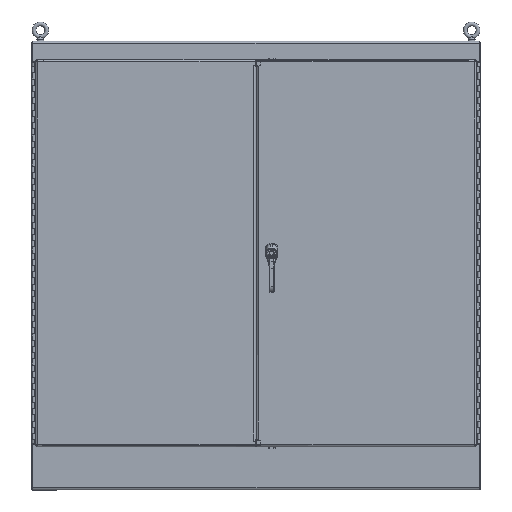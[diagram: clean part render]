
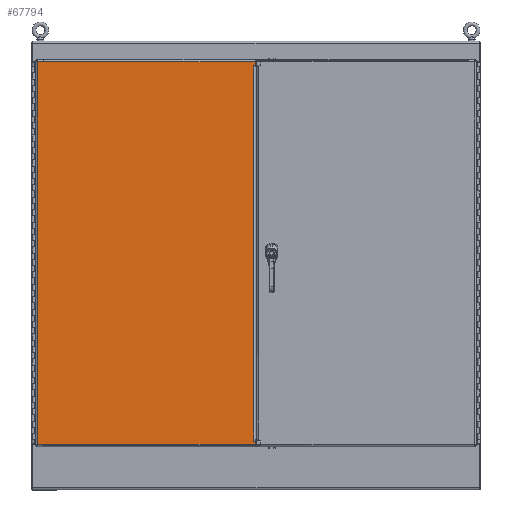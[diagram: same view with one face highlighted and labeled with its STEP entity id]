
A CAD part, top view. The second image highlights one B-rep face of the part: STEP entity #67794.
In plain terms, the highlighted face is planar.
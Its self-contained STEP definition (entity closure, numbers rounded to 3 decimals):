
#12743=PLANE('',#72135);
#14790=LINE('',#98681,#19855);
#14793=LINE('',#98691,#19858);
#14796=LINE('',#98698,#19861);
#14800=LINE('',#98705,#19865);
#14802=LINE('',#98709,#19867);
#14803=LINE('',#98711,#19868);
#14804=LINE('',#98713,#19869);
#14805=LINE('',#98715,#19870);
#14806=LINE('',#98717,#19871);
#14807=LINE('',#98719,#19872);
#14808=LINE('',#98721,#19873);
#14809=LINE('',#98722,#19874);
#19855=VECTOR('',#80839,0.394);
#19858=VECTOR('',#80852,0.394);
#19861=VECTOR('',#80857,0.394);
#19865=VECTOR('',#80863,0.394);
#19867=VECTOR('',#80867,0.394);
#19868=VECTOR('',#80868,0.394);
#19869=VECTOR('',#80869,0.394);
#19870=VECTOR('',#80870,0.394);
#19871=VECTOR('',#80871,0.394);
#19872=VECTOR('',#80872,0.394);
#19873=VECTOR('',#80873,0.394);
#19874=VECTOR('',#80874,0.394);
#24366=FACE_OUTER_BOUND('',#27299,.T.);
#27299=EDGE_LOOP('',(#56341,#56342,#56343,#56344,#56345,#56346,#56347,#56348,
#56349,#56350,#56351,#56352));
#34262=VERTEX_POINT('',#98668);
#34263=VERTEX_POINT('',#98680);
#34265=VERTEX_POINT('',#98690);
#34267=VERTEX_POINT('',#98696);
#34268=VERTEX_POINT('',#98697);
#34271=VERTEX_POINT('',#98708);
#34272=VERTEX_POINT('',#98710);
#34273=VERTEX_POINT('',#98712);
#34274=VERTEX_POINT('',#98714);
#34275=VERTEX_POINT('',#98716);
#34276=VERTEX_POINT('',#98718);
#34277=VERTEX_POINT('',#98720);
#44040=EDGE_CURVE('',#34263,#34262,#14790,.T.);
#44045=EDGE_CURVE('',#34265,#34263,#14793,.T.);
#44048=EDGE_CURVE('',#34267,#34268,#14796,.T.);
#44052=EDGE_CURVE('',#34268,#34265,#14800,.T.);
#44054=EDGE_CURVE('',#34262,#34271,#14802,.T.);
#44055=EDGE_CURVE('',#34271,#34272,#14803,.T.);
#44056=EDGE_CURVE('',#34272,#34273,#14804,.T.);
#44057=EDGE_CURVE('',#34273,#34274,#14805,.T.);
#44058=EDGE_CURVE('',#34274,#34275,#14806,.T.);
#44059=EDGE_CURVE('',#34275,#34276,#14807,.T.);
#44060=EDGE_CURVE('',#34276,#34277,#14808,.T.);
#44061=EDGE_CURVE('',#34277,#34267,#14809,.T.);
#56341=ORIENTED_EDGE('',*,*,#44048,.T.);
#56342=ORIENTED_EDGE('',*,*,#44052,.T.);
#56343=ORIENTED_EDGE('',*,*,#44045,.T.);
#56344=ORIENTED_EDGE('',*,*,#44040,.T.);
#56345=ORIENTED_EDGE('',*,*,#44054,.T.);
#56346=ORIENTED_EDGE('',*,*,#44055,.T.);
#56347=ORIENTED_EDGE('',*,*,#44056,.T.);
#56348=ORIENTED_EDGE('',*,*,#44057,.T.);
#56349=ORIENTED_EDGE('',*,*,#44058,.T.);
#56350=ORIENTED_EDGE('',*,*,#44059,.T.);
#56351=ORIENTED_EDGE('',*,*,#44060,.T.);
#56352=ORIENTED_EDGE('',*,*,#44061,.T.);
#67794=ADVANCED_FACE('',(#24366),#12743,.F.);
#72135=AXIS2_PLACEMENT_3D('',#98707,#80865,#80866);
#80839=DIRECTION('',(0.,-1.,0.));
#80852=DIRECTION('',(1.,0.,0.));
#80857=DIRECTION('',(-1.,0.,0.));
#80863=DIRECTION('',(0.,-1.,0.));
#80865=DIRECTION('center_axis',(0.,0.,1.));
#80866=DIRECTION('ref_axis',(1.,0.,0.));
#80867=DIRECTION('',(-1.,0.,0.));
#80868=DIRECTION('',(0.,-1.,0.));
#80869=DIRECTION('',(1.,0.,0.));
#80870=DIRECTION('',(0.,-1.,0.));
#80871=DIRECTION('',(-1.,0.,0.));
#80872=DIRECTION('',(0.,1.,0.));
#80873=DIRECTION('',(1.,0.,0.));
#80874=DIRECTION('',(0.,-1.,0.));
#98668=CARTESIAN_POINT('',(17.406,-30.219,0.));
#98680=CARTESIAN_POINT('',(17.406,30.219,0.));
#98681=CARTESIAN_POINT('',(17.406,15.109,0.));
#98690=CARTESIAN_POINT('',(17.406,30.219,0.));
#98691=CARTESIAN_POINT('',(8.703,30.219,0.));
#98696=CARTESIAN_POINT('',(17.656,30.219,0.));
#98697=CARTESIAN_POINT('',(17.406,30.219,0.));
#98698=CARTESIAN_POINT('',(8.828,30.219,0.));
#98705=CARTESIAN_POINT('',(17.406,15.109,0.));
#98707=CARTESIAN_POINT('Origin',(0.,0.,
0.));
#98708=CARTESIAN_POINT('',(17.406,-30.219,0.));
#98709=CARTESIAN_POINT('',(8.828,-30.219,0.));
#98710=CARTESIAN_POINT('',(17.406,-30.219,0.));
#98711=CARTESIAN_POINT('',(17.406,-15.109,0.));
#98712=CARTESIAN_POINT('',(17.656,-30.219,0.));
#98713=CARTESIAN_POINT('',(8.703,-30.219,0.));
#98714=CARTESIAN_POINT('',(17.656,-30.741,0.));
#98715=CARTESIAN_POINT('',(17.656,31.125,0.));
#98716=CARTESIAN_POINT('',(-17.382,-30.741,0.));
#98717=CARTESIAN_POINT('',(8.828,-30.741,0.));
#98718=CARTESIAN_POINT('',(-17.382,30.741,0.));
#98719=CARTESIAN_POINT('',(-17.382,-15.371,0.));
#98720=CARTESIAN_POINT('',(17.656,30.741,0.));
#98721=CARTESIAN_POINT('',(-8.828,30.741,0.));
#98722=CARTESIAN_POINT('',(17.656,31.125,0.));
